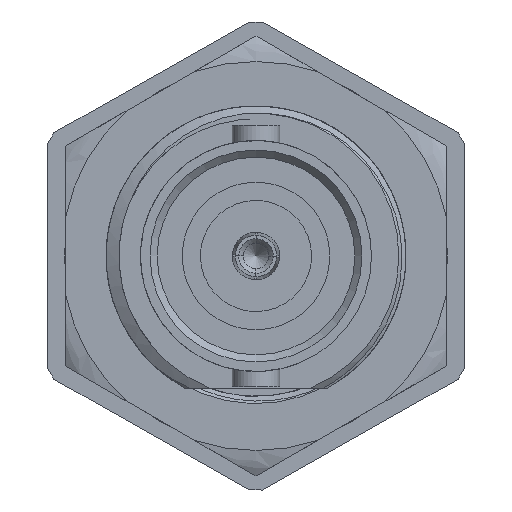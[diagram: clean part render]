
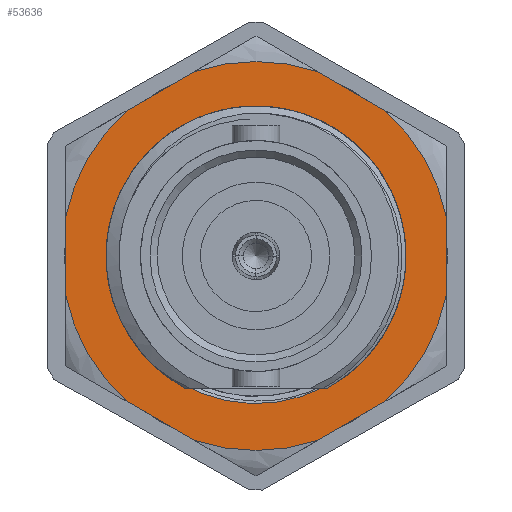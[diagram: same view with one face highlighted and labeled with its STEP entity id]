
A CAD part, front view. The second image highlights one B-rep face of the part: STEP entity #53636.
In plain terms, the highlighted planar face has unit normal (0, -1, 0).
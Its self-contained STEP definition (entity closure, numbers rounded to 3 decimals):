
#7128=B_SPLINE_CURVE_WITH_KNOTS('',3,(#166619,#166620,#166621,#166622),
 .UNSPECIFIED.,.F.,.F.,(4,4),(0.,0.003),
 .UNSPECIFIED.);
#7129=B_SPLINE_CURVE_WITH_KNOTS('',3,(#166626,#166627,#166628,#166629),
 .UNSPECIFIED.,.F.,.F.,(4,4),(0.007,0.01),
 .UNSPECIFIED.);
#7457=PLANE('',#55565);
#8064=CIRCLE('',#55566,6.298);
#8065=CIRCLE('',#55567,6.2);
#8066=CIRCLE('',#55568,8.166);
#8067=CIRCLE('',#55569,8.166);
#8068=CIRCLE('',#55570,8.166);
#8069=CIRCLE('',#55571,8.166);
#8070=CIRCLE('',#55572,8.166);
#8071=CIRCLE('',#55573,8.166);
#8558=LINE('',#166630,#9087);
#8559=LINE('',#166635,#9088);
#8560=LINE('',#166639,#9089);
#8561=LINE('',#166643,#9090);
#8562=LINE('',#166647,#9091);
#8563=LINE('',#166651,#9092);
#9087=VECTOR('',#59568,1000.);
#9088=VECTOR('',#59571,1000.);
#9089=VECTOR('',#59574,1000.);
#9090=VECTOR('',#59577,1000.);
#9091=VECTOR('',#59580,1000.);
#9092=VECTOR('',#59583,1000.);
#24831=ORIENTED_EDGE('',*,*,#33436,.T.);
#24832=ORIENTED_EDGE('',*,*,#33437,.T.);
#24833=ORIENTED_EDGE('',*,*,#33438,.T.);
#24834=ORIENTED_EDGE('',*,*,#33439,.T.);
#24835=ORIENTED_EDGE('',*,*,#33440,.T.);
#24836=ORIENTED_EDGE('',*,*,#33441,.T.);
#24837=ORIENTED_EDGE('',*,*,#33442,.T.);
#24838=ORIENTED_EDGE('',*,*,#33443,.T.);
#24839=ORIENTED_EDGE('',*,*,#33444,.T.);
#24840=ORIENTED_EDGE('',*,*,#33445,.T.);
#24841=ORIENTED_EDGE('',*,*,#33446,.T.);
#24842=ORIENTED_EDGE('',*,*,#33447,.T.);
#24843=ORIENTED_EDGE('',*,*,#33448,.T.);
#24844=ORIENTED_EDGE('',*,*,#33449,.T.);
#24845=ORIENTED_EDGE('',*,*,#33450,.T.);
#24846=ORIENTED_EDGE('',*,*,#33451,.T.);
#33436=EDGE_CURVE('',#37821,#37822,#8064,.T.);
#33437=EDGE_CURVE('',#37822,#37823,#7128,.T.);
#33438=EDGE_CURVE('',#37823,#37824,#8065,.T.);
#33439=EDGE_CURVE('',#37824,#37821,#7129,.T.);
#33440=EDGE_CURVE('',#37825,#37826,#8558,.T.);
#33441=EDGE_CURVE('',#37826,#37827,#8066,.F.);
#33442=EDGE_CURVE('',#37827,#37828,#8559,.T.);
#33443=EDGE_CURVE('',#37828,#37829,#8067,.F.);
#33444=EDGE_CURVE('',#37829,#37830,#8560,.T.);
#33445=EDGE_CURVE('',#37830,#37831,#8068,.F.);
#33446=EDGE_CURVE('',#37831,#37832,#8561,.T.);
#33447=EDGE_CURVE('',#37832,#37833,#8069,.F.);
#33448=EDGE_CURVE('',#37833,#37834,#8562,.T.);
#33449=EDGE_CURVE('',#37834,#37835,#8070,.F.);
#33450=EDGE_CURVE('',#37835,#37836,#8563,.T.);
#33451=EDGE_CURVE('',#37836,#37825,#8071,.F.);
#37821=VERTEX_POINT('',#166617);
#37822=VERTEX_POINT('',#166618);
#37823=VERTEX_POINT('',#166623);
#37824=VERTEX_POINT('',#166625);
#37825=VERTEX_POINT('',#166631);
#37826=VERTEX_POINT('',#166632);
#37827=VERTEX_POINT('',#166634);
#37828=VERTEX_POINT('',#166636);
#37829=VERTEX_POINT('',#166638);
#37830=VERTEX_POINT('',#166640);
#37831=VERTEX_POINT('',#166642);
#37832=VERTEX_POINT('',#166644);
#37833=VERTEX_POINT('',#166646);
#37834=VERTEX_POINT('',#166648);
#37835=VERTEX_POINT('',#166650);
#37836=VERTEX_POINT('',#166652);
#44659=EDGE_LOOP('',(#24831,#24832,#24833,#24834));
#44660=EDGE_LOOP('',(#24835,#24836,#24837,#24838,#24839,#24840,#24841,#24842,
#24843,#24844,#24845,#24846));
#48744=FACE_BOUND('',#44659,.T.);
#48745=FACE_BOUND('',#44660,.T.);
#53636=ADVANCED_FACE('',(#48744,#48745),#7457,.F.);
#55565=AXIS2_PLACEMENT_3D('',#166615,#59562,#59563);
#55566=AXIS2_PLACEMENT_3D('',#166616,#59564,#59565);
#55567=AXIS2_PLACEMENT_3D('',#166624,#59566,#59567);
#55568=AXIS2_PLACEMENT_3D('',#166633,#59569,#59570);
#55569=AXIS2_PLACEMENT_3D('',#166637,#59572,#59573);
#55570=AXIS2_PLACEMENT_3D('',#166641,#59575,#59576);
#55571=AXIS2_PLACEMENT_3D('',#166645,#59578,#59579);
#55572=AXIS2_PLACEMENT_3D('',#166649,#59581,#59582);
#55573=AXIS2_PLACEMENT_3D('',#166653,#59584,#59585);
#59562=DIRECTION('',(0.,1.,0.));
#59563=DIRECTION('',(0.,0.,1.));
#59564=DIRECTION('',(0.,1.,0.));
#59565=DIRECTION('',(0.,0.,1.));
#59566=DIRECTION('',(0.,1.,0.));
#59567=DIRECTION('',(0.,0.,1.));
#59568=DIRECTION('',(-1.,0.,0.));
#59569=DIRECTION('',(0.,1.,0.));
#59570=DIRECTION('',(0.,0.,1.));
#59571=DIRECTION('',(-0.5,0.,-0.866));
#59572=DIRECTION('',(0.,1.,0.));
#59573=DIRECTION('',(0.,0.,1.));
#59574=DIRECTION('',(0.5,0.,-0.866));
#59575=DIRECTION('',(0.,1.,0.));
#59576=DIRECTION('',(0.,0.,1.));
#59577=DIRECTION('',(1.,0.,0.));
#59578=DIRECTION('',(0.,1.,0.));
#59579=DIRECTION('',(0.,0.,1.));
#59580=DIRECTION('',(0.5,0.,0.866));
#59581=DIRECTION('',(0.,1.,0.));
#59582=DIRECTION('',(0.,0.,1.));
#59583=DIRECTION('',(-0.5,0.,0.866));
#59584=DIRECTION('',(0.,1.,0.));
#59585=DIRECTION('',(0.,0.,1.));
#166615=CARTESIAN_POINT('',(0.,-1.4,0.));
#166616=CARTESIAN_POINT('',(0.,-1.4,0.));
#166617=CARTESIAN_POINT('',(-6.295,-1.4,0.191));
#166618=CARTESIAN_POINT('',(0.,-1.4,6.298));
#166619=CARTESIAN_POINT('',(0.,-1.4,6.298));
#166620=CARTESIAN_POINT('',(0.837,-1.4,6.268));
#166621=CARTESIAN_POINT('',(1.659,-1.4,6.066));
#166622=CARTESIAN_POINT('',(2.408,-1.4,5.713));
#166623=CARTESIAN_POINT('',(2.408,-1.4,5.713));
#166624=CARTESIAN_POINT('',(0.,-1.4,0.));
#166625=CARTESIAN_POINT('',(-5.819,-1.4,-2.141));
#166626=CARTESIAN_POINT('',(-5.819,-1.4,-2.141));
#166627=CARTESIAN_POINT('',(-6.122,-1.4,-1.408));
#166628=CARTESIAN_POINT('',(-6.286,-1.4,-0.612));
#166629=CARTESIAN_POINT('',(-6.295,-1.4,0.191));
#166630=CARTESIAN_POINT('',(4.619,-1.4,8.));
#166631=CARTESIAN_POINT('',(1.637,-1.4,8.));
#166632=CARTESIAN_POINT('',(-1.637,-1.4,8.));
#166633=CARTESIAN_POINT('',(0.,-1.4,0.));
#166634=CARTESIAN_POINT('',(-6.11,-1.4,5.417));
#166635=CARTESIAN_POINT('',(-4.619,-1.4,8.));
#166636=CARTESIAN_POINT('',(-7.747,-1.4,2.583));
#166637=CARTESIAN_POINT('',(0.,-1.4,0.));
#166638=CARTESIAN_POINT('',(-7.747,-1.4,-2.583));
#166639=CARTESIAN_POINT('',(-9.238,-1.4,0.));
#166640=CARTESIAN_POINT('',(-6.11,-1.4,-5.417));
#166641=CARTESIAN_POINT('',(0.,-1.4,0.));
#166642=CARTESIAN_POINT('',(-1.637,-1.4,-8.));
#166643=CARTESIAN_POINT('',(-4.619,-1.4,-8.));
#166644=CARTESIAN_POINT('',(1.637,-1.4,-8.));
#166645=CARTESIAN_POINT('',(0.,-1.4,0.));
#166646=CARTESIAN_POINT('',(6.11,-1.4,-5.417));
#166647=CARTESIAN_POINT('',(4.619,-1.4,-8.));
#166648=CARTESIAN_POINT('',(7.747,-1.4,-2.583));
#166649=CARTESIAN_POINT('',(0.,-1.4,0.));
#166650=CARTESIAN_POINT('',(7.747,-1.4,2.583));
#166651=CARTESIAN_POINT('',(9.238,-1.4,0.));
#166652=CARTESIAN_POINT('',(6.11,-1.4,5.417));
#166653=CARTESIAN_POINT('',(0.,-1.4,0.));
